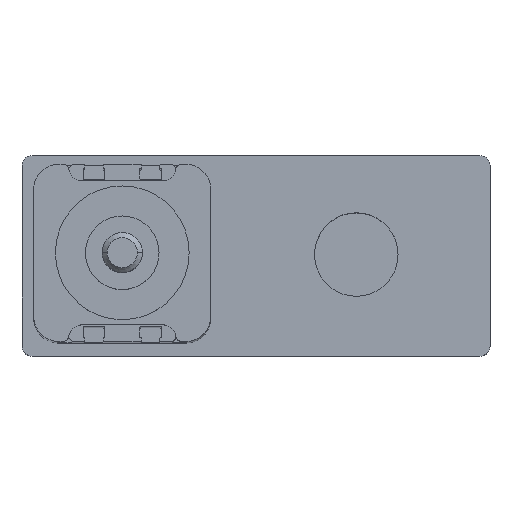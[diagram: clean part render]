
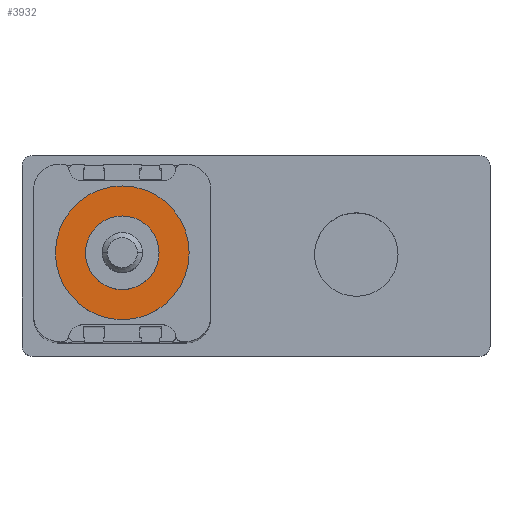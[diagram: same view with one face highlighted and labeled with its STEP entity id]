
A CAD part, top view. The second image highlights one B-rep face of the part: STEP entity #3932.
In plain terms, the highlighted planar face has unit normal (0, 0, 1).
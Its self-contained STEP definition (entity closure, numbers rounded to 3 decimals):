
#157 = DIRECTION ( 'NONE',  ( 1., 0., 0. ) ) ;
#186 = PLANE ( 'NONE',  #517 ) ;
#355 = FACE_OUTER_BOUND ( 'NONE', #3457, .T. ) ;
#362 = CARTESIAN_POINT ( 'NONE',  ( 0., 0., 270. ) ) ;
#517 = AXIS2_PLACEMENT_3D ( 'NONE', #2148, #1173, #4661 ) ;
#663 = CIRCLE ( 'NONE', #5060, 11. ) ;
#710 = AXIS2_PLACEMENT_3D ( 'NONE', #362, #6175, #1848 ) ;
#740 = VERTEX_POINT ( 'NONE', #5541 ) ;
#820 = DIRECTION ( 'NONE',  ( 0., 0., 1. ) ) ;
#865 = CARTESIAN_POINT ( 'NONE',  ( 0., 0., 270. ) ) ;
#912 = AXIS2_PLACEMENT_3D ( 'NONE', #865, #1499, #157 ) ;
#1173 = DIRECTION ( 'NONE',  ( 0., 0., 1. ) ) ;
#1363 = EDGE_CURVE ( 'NONE', #2321, #740, #5434, .T. ) ;
#1494 = FACE_BOUND ( 'NONE', #1933, .T. ) ;
#1499 = DIRECTION ( 'NONE',  ( 0., 0., 1. ) ) ;
#1553 = AXIS2_PLACEMENT_3D ( 'NONE', #3812, #820, #4306 ) ;
#1629 = EDGE_CURVE ( 'NONE', #5791, #5115, #6381, .T. ) ;
#1674 = DIRECTION ( 'NONE',  ( 0., 0., 1. ) ) ;
#1848 = DIRECTION ( 'NONE',  ( 1., 0., 0. ) ) ;
#1849 = ORIENTED_EDGE ( 'NONE', *, *, #5296, .T. ) ;
#1933 = EDGE_LOOP ( 'NONE', ( #4361, #3979 ) ) ;
#2148 = CARTESIAN_POINT ( 'NONE',  ( 0., 0., 270. ) ) ;
#2321 = VERTEX_POINT ( 'NONE', #2807 ) ;
#2807 = CARTESIAN_POINT ( 'NONE',  ( -11., 0., 270. ) ) ;
#3424 = CARTESIAN_POINT ( 'NONE',  ( 20., 0., 270. ) ) ;
#3457 = EDGE_LOOP ( 'NONE', ( #1849, #3590 ) ) ;
#3590 = ORIENTED_EDGE ( 'NONE', *, *, #1629, .T. ) ;
#3812 = CARTESIAN_POINT ( 'NONE',  ( 0., 0., 270. ) ) ;
#3932 = ADVANCED_FACE ( 'NONE', ( #1494, #355 ), #186, .T. ) ;
#3979 = ORIENTED_EDGE ( 'NONE', *, *, #6053, .F. ) ;
#4306 = DIRECTION ( 'NONE',  ( 1., 0., 0. ) ) ;
#4361 = ORIENTED_EDGE ( 'NONE', *, *, #1363, .F. ) ;
#4458 = CIRCLE ( 'NONE', #1553, 20. ) ;
#4595 = CARTESIAN_POINT ( 'NONE',  ( -20., 0., 270. ) ) ;
#4661 = DIRECTION ( 'NONE',  ( 1., 0., 0. ) ) ;
#4663 = CARTESIAN_POINT ( 'NONE',  ( 0., 0., 270. ) ) ;
#5060 = AXIS2_PLACEMENT_3D ( 'NONE', #4663, #1674, #5155 ) ;
#5115 = VERTEX_POINT ( 'NONE', #4595 ) ;
#5155 = DIRECTION ( 'NONE',  ( 1., 0., 0. ) ) ;
#5296 = EDGE_CURVE ( 'NONE', #5115, #5791, #4458, .T. ) ;
#5434 = CIRCLE ( 'NONE', #710, 11. ) ;
#5541 = CARTESIAN_POINT ( 'NONE',  ( 11., 0., 270. ) ) ;
#5791 = VERTEX_POINT ( 'NONE', #3424 ) ;
#6053 = EDGE_CURVE ( 'NONE', #740, #2321, #663, .T. ) ;
#6175 = DIRECTION ( 'NONE',  ( 0., 0., 1. ) ) ;
#6381 = CIRCLE ( 'NONE', #912, 20. ) ;
